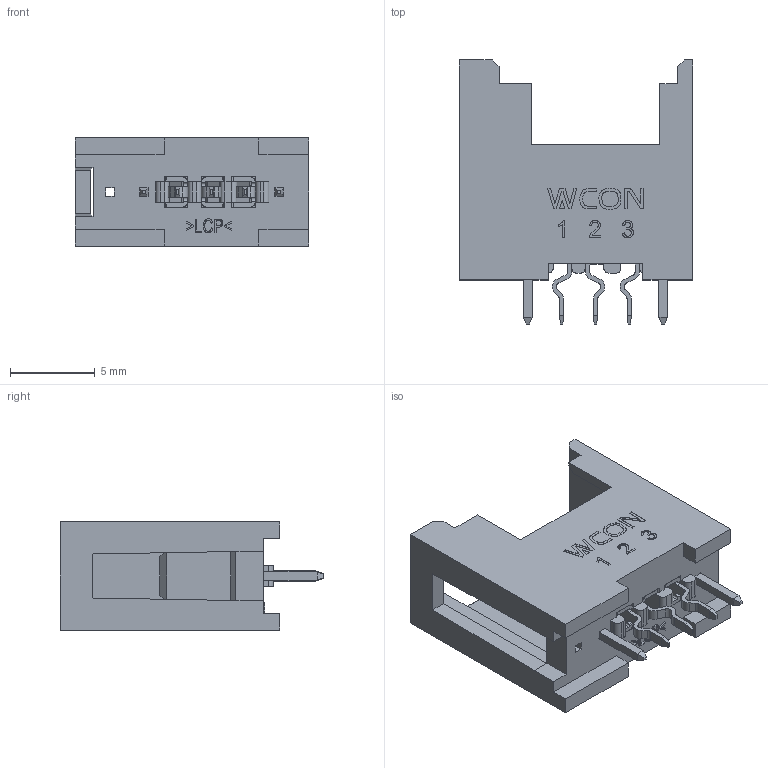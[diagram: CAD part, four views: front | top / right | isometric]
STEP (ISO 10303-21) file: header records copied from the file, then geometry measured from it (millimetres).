
FILE_DESCRIPTION( ('This file contains a STEP AP42 implementation' ,'as created by ZW3D STEP Interface translator.') ,'2;1' );
FILE_NAME( '5372-1S03XXBX01W.stpWZH.stp' ,'2312 4.103622', (''), ('ZWCAD Software Co.'), 'Version 1.0', 'ZW3D to STEP translator', '' );
FILE_SCHEMA(('AUTOMOTIVE_DESIGN { 1 0 10303 214 1 1 1 1 }'));
Length unit declared in the file: millimetre
Products named in the file (5): 0; 5372-1S03XXBX0XW.stpWZH; 537203-62X3-003_1; 5372-CONTACT-DIP_1; POST-DIP_1
Assembly tree (6 placements, depth 2):
  0
  5372-1S03XXBX0XW.stpWZH
    537203-62X3-003_1
    5372-CONTACT-DIP_1  x3
    POST-DIP_1  x2
Bounding box: 13.8 x 15.6 x 6.4 mm (x, y, z)
Volume: 440.3 mm3; surface area: 1226.7 mm2
Topology: 6 solids, 6 shells, 685 faces, 1891 edges, 1234 vertices
Faces by surface type: plane 476, bspline 193, cylinder 16
Entity records: 17543 total; most frequent: CARTESIAN_POINT 5191, ORIENTED_EDGE 2694, DIRECTION 1993, EDGE_CURVE 1347, VECTOR 1057, LINE 1057, VERTEX_POINT 882, EDGE_LOOP 517
